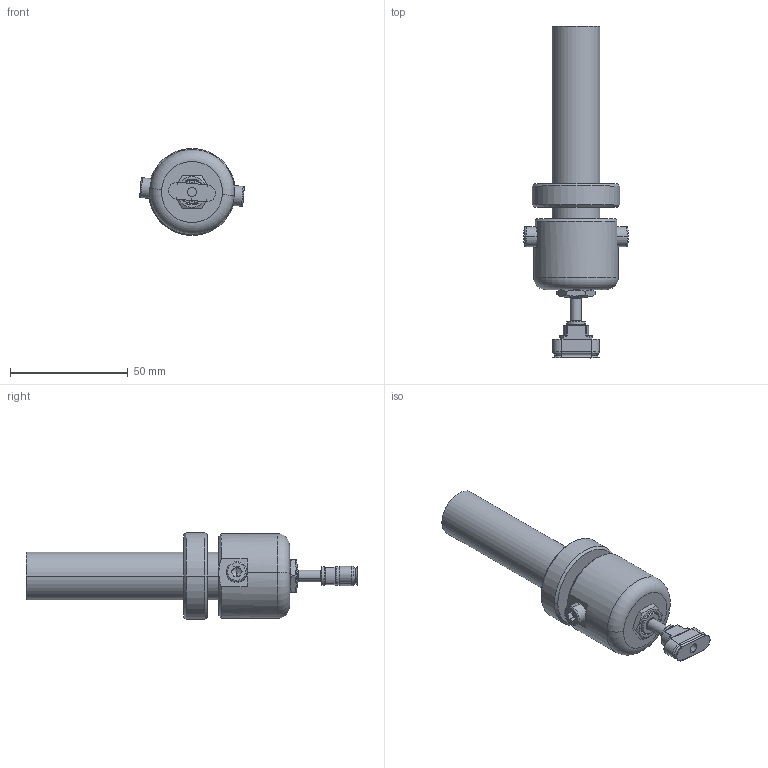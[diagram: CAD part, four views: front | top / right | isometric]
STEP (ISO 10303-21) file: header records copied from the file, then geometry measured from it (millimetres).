
FILE_DESCRIPTION (( 'STEP AP214' ), '1' );
FILE_NAME ('SCARA_Tool_Sklopni.STEP', '2023-07-02T17:08:57', ( '' ), ( '' ), 'SwSTEP 2.0', 'SolidWorks 2020', '' );
FILE_SCHEMA (( 'AUTOMOTIVE_DESIGN' ));
Length unit declared in the file: millimetre
Products named in the file (8): SCARA_Tool_Holder_Shaft; ThinNut_M10; SCARA_Drzac_VacuumSuction; SCARA_Vacuum_Tool; square nut thin grade b_din_Square nut DIN 562 M5 -N; SCARA_PneumatskaHvataljka; SCARA_Tool_Sklopni; socket head cap screw_din_DIN 912 M5 x 10 --- 10N
Assembly tree (10 placements, depth 2):
  SCARA_Tool_Sklopni
    SCARA_Tool_Holder_Shaft
    SCARA_Vacuum_Tool
    SCARA_Drzac_VacuumSuction
    SCARA_PneumatskaHvataljka
    ThinNut_M10  x2
    square nut thin grade b_din_Square nut DIN 562 M5 -N  x2
    socket head cap screw_din_DIN 912 M5 x 10 --- 10N  x2
Bounding box: 44.42 x 141.07 x 37 mm (x, y, z)
Volume: 49473.7 mm3; surface area: 24197.4 mm2
Topology: 10 solids, 10 shells, 345 faces, 767 edges, 443 vertices
Faces by surface type: plane 129, cylinder 96, cone 70, torus 34, bspline 12, sphere 4
Entity records: 8892 total; most frequent: CARTESIAN_POINT 1714, DIRECTION 1457, ORIENTED_EDGE 1250, EDGE_CURVE 625, AXIS2_PLACEMENT_3D 583, VERTEX_POINT 366, EDGE_LOOP 309, CIRCLE 298
